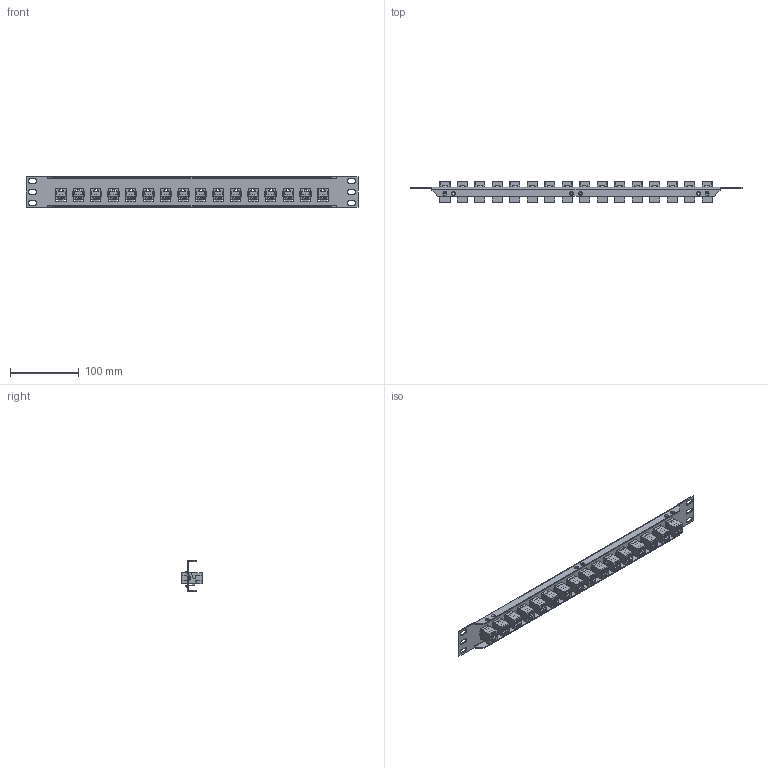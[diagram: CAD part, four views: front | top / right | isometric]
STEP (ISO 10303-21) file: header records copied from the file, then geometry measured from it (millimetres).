
FILE_DESCRIPTION (( 'STEP AP203' ), '1' );
FILE_NAME ('PR175C6-16.STEP', '2014-10-15T18:57:28', ( 'x' ), ( '' ), 'SwSTEP 2.0', 'SolidWorks 2014', '' );
FILE_SCHEMA (( 'CONFIG_CONTROL_DESIGN' ));
Length unit declared in the file: inch
Products named in the file (3): PR175UJ16-MA1; TDG1026KC6 DC_no label; PR175C6-16
Assembly tree (17 placements, depth 2):
  PR175C6-16
    PR175UJ16-MA1
    TDG1026KC6 DC_no label  x16
Bounding box: 482.6 x 29.8 x 43.94 mm (x, y, z)
Volume: 120196 mm3; surface area: 116397.9 mm2
Topology: 17 solids, 17 shells, 4693 faces, 12936 edges, 8576 vertices
Faces by surface type: plane 3285, bspline 1112, cylinder 208, torus 64, cone 24
Entity records: 35442 total; most frequent: CARTESIAN_POINT 14975, ORIENTED_EDGE 4512, DIRECTION 3177, EDGE_CURVE 2256, VECTOR 1705, LINE 1705, VERTEX_POINT 1496, EDGE_LOOP 984
